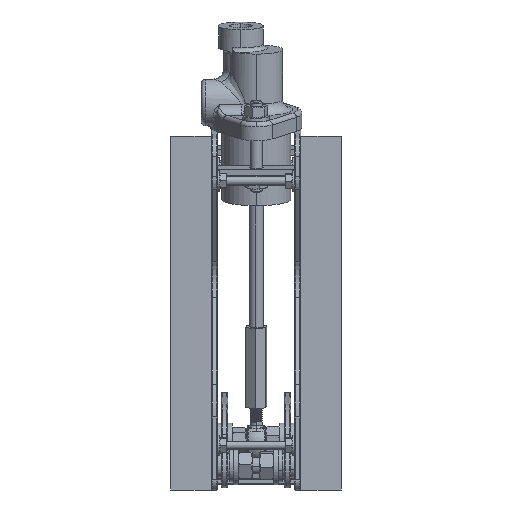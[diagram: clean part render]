
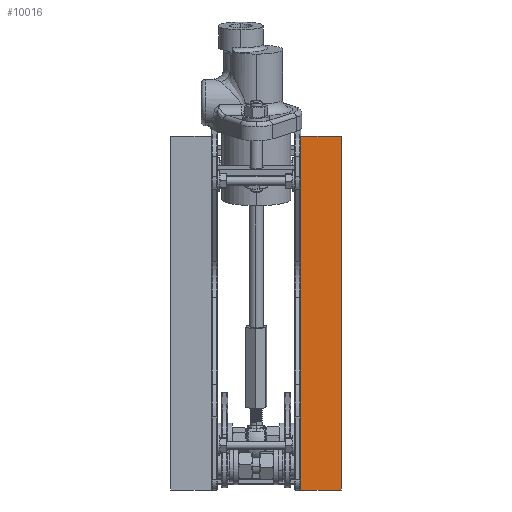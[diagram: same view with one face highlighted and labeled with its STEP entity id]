
A CAD part, front view. The second image highlights one B-rep face of the part: STEP entity #10016.
In plain terms, the highlighted planar face has unit normal (0, -1, 0).
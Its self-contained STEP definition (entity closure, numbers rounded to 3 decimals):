
#936 = CARTESIAN_POINT ( 'NONE',  ( 0., 0., 174. ) ) ;
#1200 = DIRECTION ( 'NONE',  ( 0., 1., 0. ) ) ;
#1564 = VECTOR ( 'NONE', #14025, 1000. ) ;
#5397 = DIRECTION ( 'NONE',  ( 1., 0., 0. ) ) ;
#5431 = ORIENTED_EDGE ( 'NONE', *, *, #10881, .T. ) ;
#6281 = EDGE_CURVE ( 'NONE', #34585, #35627, #18210, .T. ) ;
#7975 = VECTOR ( 'NONE', #5397, 1000. ) ;
#8286 = CARTESIAN_POINT ( 'NONE',  ( 0., 0., 0. ) ) ;
#9843 = ORIENTED_EDGE ( 'NONE', *, *, #28384, .T. ) ;
#10016 = ADVANCED_FACE ( 'NONE', ( #10261 ), #19909, .F. ) ;
#10261 = FACE_OUTER_BOUND ( 'NONE', #30312, .T. ) ;
#10881 = EDGE_CURVE ( 'NONE', #15229, #16697, #33185, .T. ) ;
#11275 = CARTESIAN_POINT ( 'NONE',  ( 20., 0., 174. ) ) ;
#14025 = DIRECTION ( 'NONE',  ( 1., 0., 0. ) ) ;
#14041 = CARTESIAN_POINT ( 'NONE',  ( 0., 0., 174. ) ) ;
#14852 = ORIENTED_EDGE ( 'NONE', *, *, #6281, .F. ) ;
#15229 = VERTEX_POINT ( 'NONE', #936 ) ;
#16697 = VERTEX_POINT ( 'NONE', #21309 ) ;
#17032 = DIRECTION ( 'NONE',  ( 0., 0., 1. ) ) ;
#18210 = LINE ( 'NONE', #11275, #36607 ) ;
#18546 = LINE ( 'NONE', #27601, #7975 ) ;
#18554 = ORIENTED_EDGE ( 'NONE', *, *, #24943, .F. ) ;
#19909 = PLANE ( 'NONE',  #39709 ) ;
#21309 = CARTESIAN_POINT ( 'NONE',  ( 0., 0., 0. ) ) ;
#21793 = CARTESIAN_POINT ( 'NONE',  ( 20., 0., 0. ) ) ;
#24943 = EDGE_CURVE ( 'NONE', #15229, #34585, #18546, .T. ) ;
#25328 = VECTOR ( 'NONE', #29889, 1000. ) ;
#27394 = LINE ( 'NONE', #8286, #1564 ) ;
#27601 = CARTESIAN_POINT ( 'NONE',  ( 0., 0., 174. ) ) ;
#28384 = EDGE_CURVE ( 'NONE', #16697, #35627, #27394, .T. ) ;
#29889 = DIRECTION ( 'NONE',  ( 0., 0., -1. ) ) ;
#29994 = DIRECTION ( 'NONE',  ( 0., 0., -1. ) ) ;
#30312 = EDGE_LOOP ( 'NONE', ( #9843, #14852, #18554, #5431 ) ) ;
#32452 = CARTESIAN_POINT ( 'NONE',  ( 0., 0., 174. ) ) ;
#32904 = CARTESIAN_POINT ( 'NONE',  ( 20., 0., 174. ) ) ;
#33185 = LINE ( 'NONE', #14041, #25328 ) ;
#34585 = VERTEX_POINT ( 'NONE', #32904 ) ;
#35627 = VERTEX_POINT ( 'NONE', #21793 ) ;
#36607 = VECTOR ( 'NONE', #29994, 1000. ) ;
#39709 = AXIS2_PLACEMENT_3D ( 'NONE', #32452, #1200, #17032 ) ;
